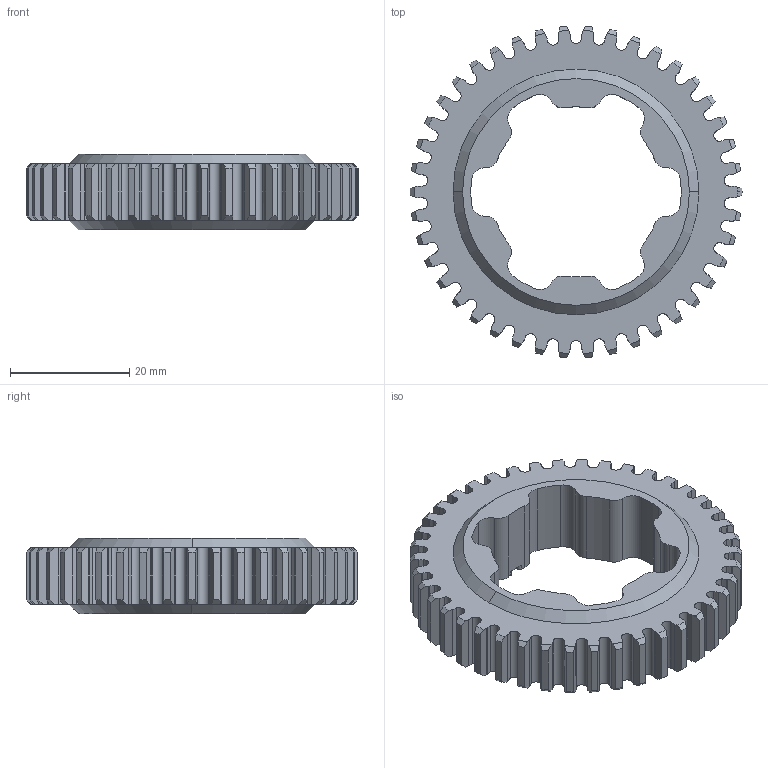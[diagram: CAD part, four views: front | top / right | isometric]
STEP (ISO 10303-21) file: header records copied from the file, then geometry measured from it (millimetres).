
FILE_DESCRIPTION (( 'STEP AP203' ), '1' );
FILE_NAME ('REV-21-3015.STEP', '2024-12-10T20:49:09', ( '' ), ( '' ), 'SwSTEP 2.0', 'SolidWorks 2022', '' );
FILE_SCHEMA (( 'CONFIG_CONTROL_DESIGN' ));
Length unit declared in the file: inch
Products named in the file (1): REV-21-3015
Bounding box: 55.78 x 55.7 x 12.7 mm (x, y, z)
Volume: 14554.4 mm3; surface area: 7656.1 mm2
Topology: 1 solids, 1 shells, 493 faces, 1468 edges, 978 vertices
Faces by surface type: bspline 168, cylinder 144, plane 91, cone 90
Entity records: 22033 total; most frequent: CARTESIAN_POINT 9834, ORIENTED_EDGE 2936, DIRECTION 2000, EDGE_CURVE 1468, VERTEX_POINT 978, AXIS2_PLACEMENT_3D 712, LINE 576, VECTOR 576
